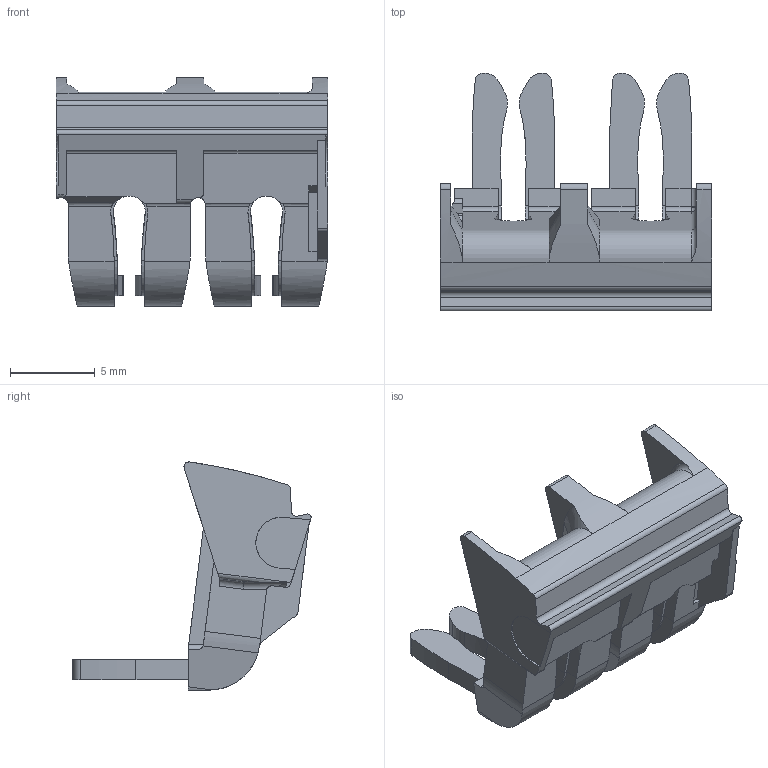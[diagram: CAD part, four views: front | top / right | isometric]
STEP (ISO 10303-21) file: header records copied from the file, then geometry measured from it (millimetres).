
FILE_DESCRIPTION(('CATIA V5 STEP Exchange','CAx-IF Rec.Pracs.--- Model Styling and Organization---1.4--- 2014-01-23'),'2;1');
FILE_NAME ('1175187-5_1_2710190000_2710190000.stp','2020-02-10T11:57:25+00:00',('none'),('Weidmueller'),'CATIA Version 5-6 Release 2016 SP3 HF44','CATIA V5 STEP AP214','none');
FILE_SCHEMA(('AUTOMOTIVE_DESIGN { 1 0 10303 214 1 1 1 1 }'));
Length unit declared in the file: millimetre
Products named in the file (1): 2710190000
Bounding box: 16 x 14.06 x 13.47 mm (x, y, z)
Volume: 693.9 mm3; surface area: 1749.4 mm2
Topology: 2 solids, 2 shells, 425 faces, 1187 edges, 755 vertices
Faces by surface type: cylinder 212, plane 178, bspline 29, cone 3, sphere 2, torus 1
Entity records: 14700 total; most frequent: CARTESIAN_POINT 4290, ORIENTED_EDGE 2364, DIRECTION 1705, EDGE_CURVE 1182, VERTEX_POINT 755, AXIS2_PLACEMENT_3D 665, VECTOR 652, LINE 652
